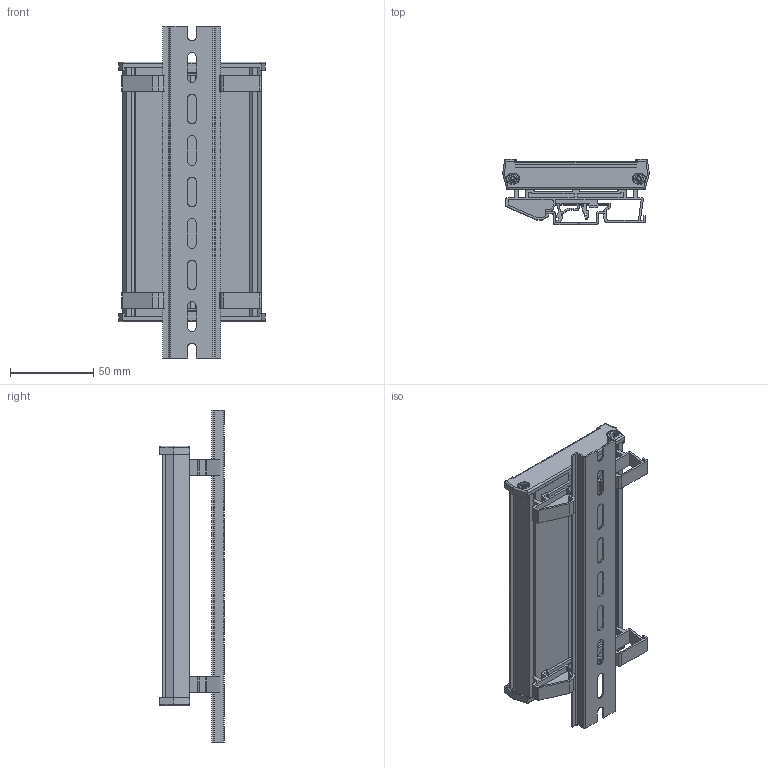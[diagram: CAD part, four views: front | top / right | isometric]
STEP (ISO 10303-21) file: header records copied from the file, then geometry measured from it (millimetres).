
FILE_DESCRIPTION (( 'STEP AP214' ), '1' );
FILE_NAME ('PHSCR-150.STEP', '2022-01-24T11:12:58', ( '' ), ( '' ), 'SwSTEP 2.0', 'SolidWorks 2017', '' );
FILE_SCHEMA (( 'AUTOMOTIVE_DESIGN' ));
Length unit declared in the file: millimetre
Products named in the file (18): Side Screw; PCB-73_PCB -150; Profile - 72-300_Length-150; Rail-150; End Piece_Small; PHSCR-150; Mounting Foot_Small; Rail-150_Rail Length - 150; Profile - 72-300; PCB-73
Assembly tree (11 placements, depth 2):
  Side Screw
  Side Screw
  Rail-150
  End Piece_Small
  PHSCR-150
    Profile - 72-300_Length-150
    End Piece_Small  x2
    Side Screw  x4
    PCB-73_PCB -150
    Mounting Foot_Small  x2
    Rail-150_Rail Length - 150
Bounding box: 88.4 x 39 x 200 mm (x, y, z)
Volume: 81267.2 mm3; surface area: 116137.7 mm2
Topology: 15 solids, 15 shells, 1156 faces, 3252 edges, 2132 vertices
Faces by surface type: plane 720, cylinder 354, torus 36, cone 20, bspline 16, sphere 10
Entity records: 21981 total; most frequent: CARTESIAN_POINT 3851, ORIENTED_EDGE 3574, DIRECTION 3430, EDGE_CURVE 1787, VECTOR 1346, LINE 1346, VERTEX_POINT 1179, AXIS2_PLACEMENT_3D 1042
